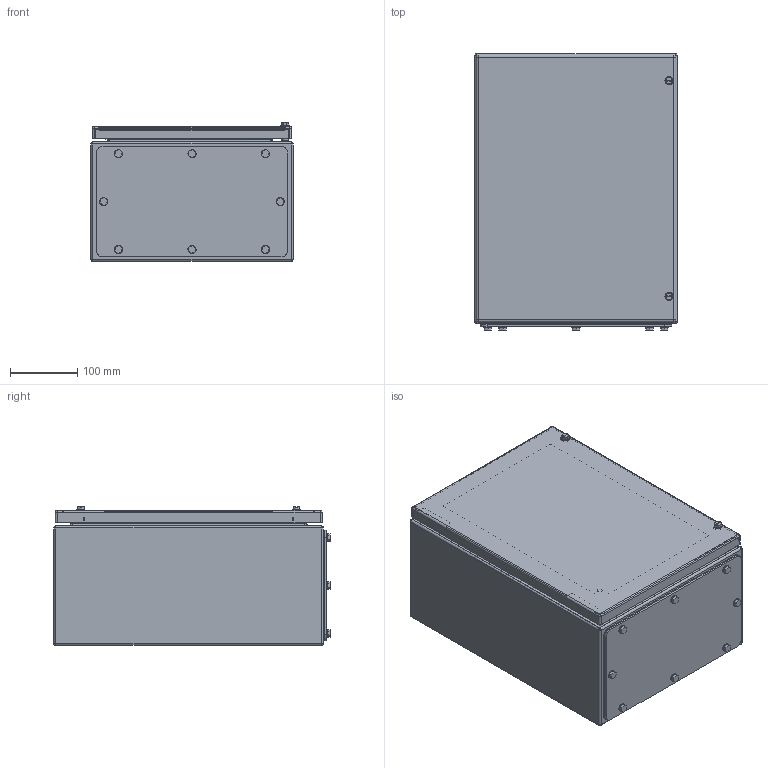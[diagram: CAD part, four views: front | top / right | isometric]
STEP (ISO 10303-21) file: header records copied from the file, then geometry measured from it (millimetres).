
FILE_DESCRIPTION(('CATIA V5R22 STEP214','CAx-IF Rec.Pracs.--- Model Styling and Organization---1.4--- 2014-01-23'),'2;1');
FILE_NAME ('D1518389_1_8000090352_LD_8000090352_KEBI_HS_403020_S2N1_AL.stp','2022-02-03T12:45:51+00:00',('none'),('Weidmueller'),'CATIA Version 5-6 Release 2016 SP3 HF44','CATIA V5 STEP AP214','none');
FILE_SCHEMA(('AUTOMOTIVE_DESIGN { 1 0 10303 214 1 1 1 1 }'));
Length unit declared in the file: millimetre
Products named in the file (1): HS KEBI 400X300X200 1GP
Bounding box: 300 x 410 x 205.6 mm (x, y, z)
Volume: 1181901.4 mm3; surface area: 1304581.2 mm2
Topology: 42 solids, 42 shells, 881 faces, 2075 edges, 1306 vertices
Faces by surface type: cylinder 402, plane 355, cone 60, sphere 24, torus 24, bspline 16
Entity records: 28441 total; most frequent: CARTESIAN_POINT 9067, ORIENTED_EDGE 4102, DIRECTION 3422, EDGE_CURVE 2051, AXIS2_PLACEMENT_3D 1479, VERTEX_POINT 1306, VECTOR 1079, LINE 1079
